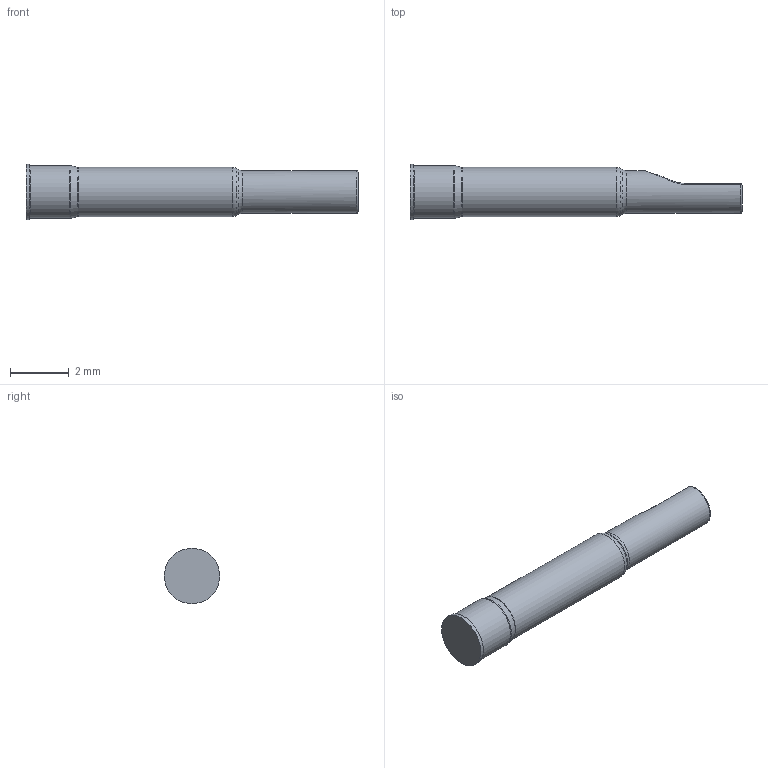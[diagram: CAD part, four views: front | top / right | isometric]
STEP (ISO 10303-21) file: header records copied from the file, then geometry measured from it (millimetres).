
FILE_DESCRIPTION (( 'STEP AP214' ), '1' );
FILE_NAME ('100-SD_050S.STEP', '2021-05-04T19:52:08', ( '' ), ( '' ), 'SwSTEP 2.0', 'SolidWorks 2020', '' );
FILE_SCHEMA (( 'AUTOMOTIVE_DESIGN' ));
Length unit declared in the file: inch
Products named in the file (1): 100-SD_050S
Bounding box: 11.33 x 1.89 x 1.89 mm (x, y, z)
Volume: 21 mm3; surface area: 65.4 mm2
Topology: 1 solids, 3 shells, 48 faces, 96 edges, 55 vertices
Faces by surface type: cylinder 16, plane 11, torus 10, bspline 5, cone 4, sphere 2
Full cylindrical faces by diameter (mm): 1.448 x1, 1.676 x1, 1.803 x1, 1.892 x1
Entity records: 1327 total; most frequent: CARTESIAN_POINT 384, DIRECTION 194, ORIENTED_EDGE 168, AXIS2_PLACEMENT_3D 86, EDGE_CURVE 84, EDGE_LOOP 60, FACE_OUTER_BOUND 57, VERTEX_POINT 54
